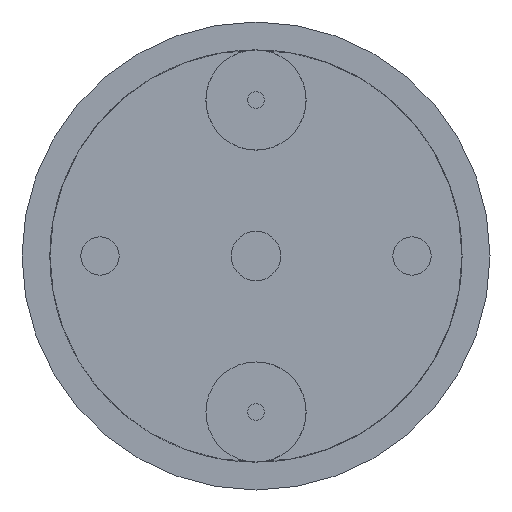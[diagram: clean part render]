
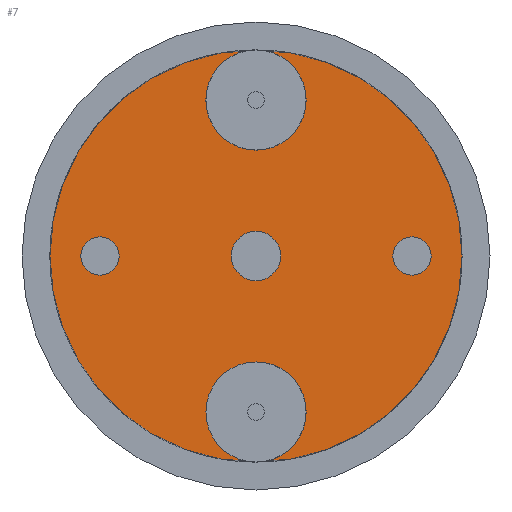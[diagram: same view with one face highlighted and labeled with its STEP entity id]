
A CAD part, front view. The second image highlights one B-rep face of the part: STEP entity #7.
In plain terms, the highlighted planar face has unit normal (0, 1, 0).
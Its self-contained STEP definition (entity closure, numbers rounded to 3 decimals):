
#2 = DIRECTION ( 'NONE',  ( 0., 0., 1. ) ) ;
#7 = ADVANCED_FACE ( 'NONE', ( #261, #542 ), #95, .F. ) ;
#8 = EDGE_CURVE ( 'NONE', #607, #11, #796, .T. ) ;
#11 = VERTEX_POINT ( 'NONE', #376 ) ;
#13 = EDGE_CURVE ( 'NONE', #280, #250, #143, .T. ) ;
#19 = DIRECTION ( 'NONE',  ( 0., -1., 0. ) ) ;
#33 = AXIS2_PLACEMENT_3D ( 'NONE', #447, #312, #622 ) ;
#64 = EDGE_LOOP ( 'NONE', ( #693, #450 ) ) ;
#95 = PLANE ( 'NONE',  #121 ) ;
#108 = EDGE_CURVE ( 'NONE', #250, #280, #648, .T. ) ;
#114 = EDGE_CURVE ( 'NONE', #11, #607, #117, .T. ) ;
#117 = CIRCLE ( 'NONE', #614, 0.875 ) ;
#121 = AXIS2_PLACEMENT_3D ( 'NONE', #768, #19, #500 ) ;
#143 = CIRCLE ( 'NONE', #33, 8.25 ) ;
#153 = AXIS2_PLACEMENT_3D ( 'NONE', #757, #695, #692 ) ;
#236 = ORIENTED_EDGE ( 'NONE', *, *, #13, .T. ) ;
#250 = VERTEX_POINT ( 'NONE', #801 ) ;
#261 = FACE_BOUND ( 'NONE', #64, .T. ) ;
#280 = VERTEX_POINT ( 'NONE', #704 ) ;
#287 = CARTESIAN_POINT ( 'NONE',  ( 0., 5.1, 0. ) ) ;
#297 = DIRECTION ( 'NONE',  ( 0., 1., 0. ) ) ;
#312 = DIRECTION ( 'NONE',  ( 0., 1., 0. ) ) ;
#376 = CARTESIAN_POINT ( 'NONE',  ( 0., 5.1, 0.875 ) ) ;
#447 = CARTESIAN_POINT ( 'NONE',  ( 0., 5.1, 0. ) ) ;
#448 = EDGE_LOOP ( 'NONE', ( #236, #773 ) ) ;
#450 = ORIENTED_EDGE ( 'NONE', *, *, #8, .F. ) ;
#500 = DIRECTION ( 'NONE',  ( 0., 0., -1. ) ) ;
#523 = CARTESIAN_POINT ( 'NONE',  ( 0., 5.1, -0.875 ) ) ;
#542 = FACE_OUTER_BOUND ( 'NONE', #448, .T. ) ;
#607 = VERTEX_POINT ( 'NONE', #523 ) ;
#614 = AXIS2_PLACEMENT_3D ( 'NONE', #663, #658, #737 ) ;
#622 = DIRECTION ( 'NONE',  ( 0., 0., 1. ) ) ;
#648 = CIRCLE ( 'NONE', #697, 8.25 ) ;
#658 = DIRECTION ( 'NONE',  ( 0., 1., 0. ) ) ;
#663 = CARTESIAN_POINT ( 'NONE',  ( 0., 5.1, 0. ) ) ;
#692 = DIRECTION ( 'NONE',  ( 0., 0., 1. ) ) ;
#693 = ORIENTED_EDGE ( 'NONE', *, *, #114, .F. ) ;
#695 = DIRECTION ( 'NONE',  ( 0., 1., 0. ) ) ;
#697 = AXIS2_PLACEMENT_3D ( 'NONE', #287, #297, #2 ) ;
#704 = CARTESIAN_POINT ( 'NONE',  ( 0., 5.1, 8.25 ) ) ;
#737 = DIRECTION ( 'NONE',  ( 0., 0., 1. ) ) ;
#757 = CARTESIAN_POINT ( 'NONE',  ( 0., 5.1, 0. ) ) ;
#768 = CARTESIAN_POINT ( 'NONE',  ( 0., 5.1, 0. ) ) ;
#773 = ORIENTED_EDGE ( 'NONE', *, *, #108, .T. ) ;
#796 = CIRCLE ( 'NONE', #153, 0.875 ) ;
#801 = CARTESIAN_POINT ( 'NONE',  ( 0., 5.1, -8.25 ) ) ;
